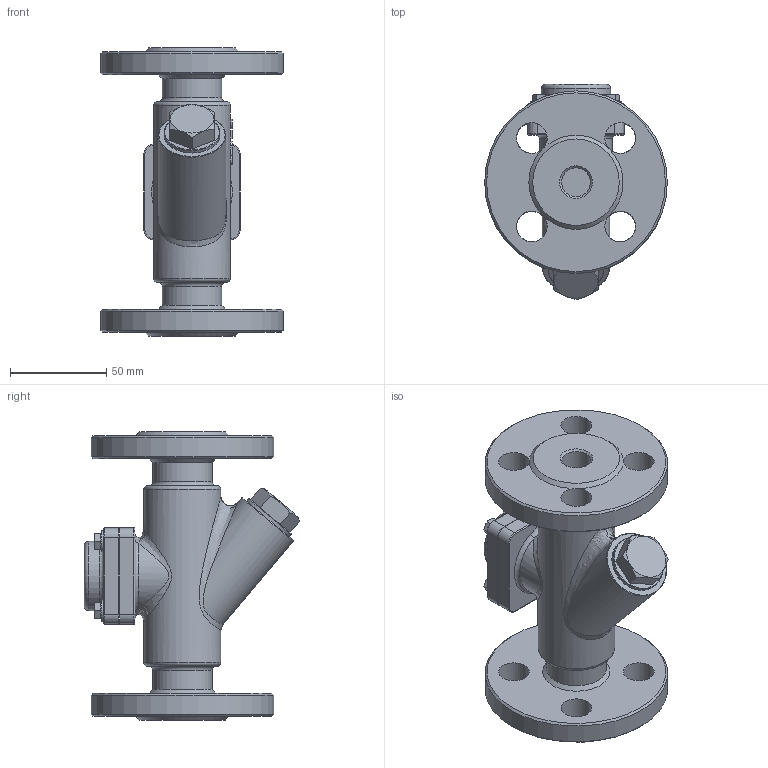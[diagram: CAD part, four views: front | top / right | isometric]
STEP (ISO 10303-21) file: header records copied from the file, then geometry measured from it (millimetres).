
FILE_DESCRIPTION(/* description */ (''),/* implementation_level */ '2;1');
FILE_NAME(/* name */ 'DN15_3D_STEP.stp',/* time_stamp */ '2025-12-13T16:31:05+03:00',/* author */ ('igorr'),/* organization */ (''),/* preprocessor_version */ 'ST-DEVELOPER v20',/* originating_system */ 'Autodesk Inventor 2025',/* authorisation */ '');
FILE_SCHEMA (('AUTOMOTIVE_DESIGN { 1 0 10303 214 3 1 1 }'));
Length unit declared in the file: millimetre
Products named in the file (4): Сборка1; Деталь1; AS 1237 - 6; AS 1110 - M5 x 10
Assembly tree (9 placements, depth 2):
  Сборка1
    Деталь1
    AS 1237 - 6  x4
    AS 1110 - M5 x 10  x4
Bounding box: 95 x 112 x 150 mm (x, y, z)
Volume: 392408.9 mm3; surface area: 71617.7 mm2
Topology: 9 solids, 9 shells, 297 faces, 695 edges, 435 vertices
Faces by surface type: plane 141, cylinder 72, cone 39, bspline 27, torus 18
Full cylindrical faces by diameter (mm): 5 x4, 6 x8, 6.4 x4, 8 x4, 11 x4, 15 x2, 16 x8, 27 x1, 29 x1, 31 x2, 35 x1, 36 x1, 40 x1, 95 x2
Entity records: 8039 total; most frequent: CARTESIAN_POINT 2584, DIRECTION 1079, ORIENTED_EDGE 1048, EDGE_CURVE 524, AXIS2_PLACEMENT_3D 431, VERTEX_POINT 333, EDGE_LOOP 255, CIRCLE 219
